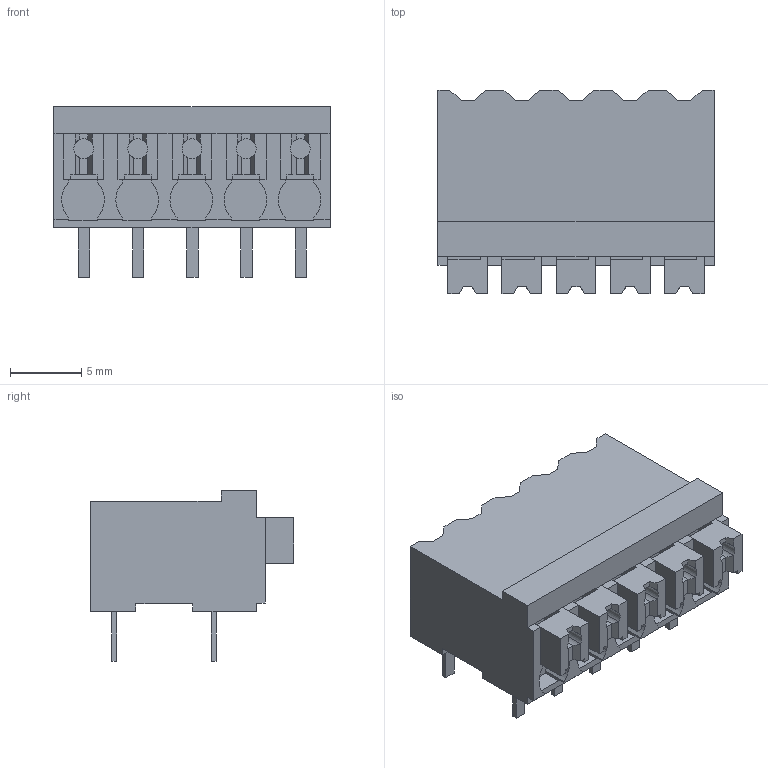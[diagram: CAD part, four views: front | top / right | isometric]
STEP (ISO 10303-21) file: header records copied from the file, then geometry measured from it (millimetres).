
FILE_DESCRIPTION(('CATIA V5 STEP Exchange','CAx-IF Rec.Pracs.--- Model Styling and Organization---1.2---2011-12-15'),'2;1');
FILE_NAME ('D1458146_0', '2018-03-15T06:50:14+00:00', ('none'), ('Weidmueller'), 'CATIA Version 5-6 Release 2014', 'CATIA V5 STEP AP214', 'none');
FILE_SCHEMA(('AUTOMOTIVE_DESIGN { 1 0 10303 214 1 1 1 1 }'));
Length unit declared in the file: millimetre
Products named in the file (1): 1875950000
Bounding box: 19.44 x 14.3 x 12 mm (x, y, z)
Volume: 1667.7 mm3; surface area: 1659.8 mm2
Topology: 14 solids, 14 shells, 384 faces, 1080 edges, 719 vertices
Faces by surface type: plane 324, cylinder 60
Entity records: 11428 total; most frequent: CARTESIAN_POINT 2197, ORIENTED_EDGE 2160, DIRECTION 1474, EDGE_CURVE 1080, VECTOR 955, LINE 955, VERTEX_POINT 719, EDGE_LOOP 389
